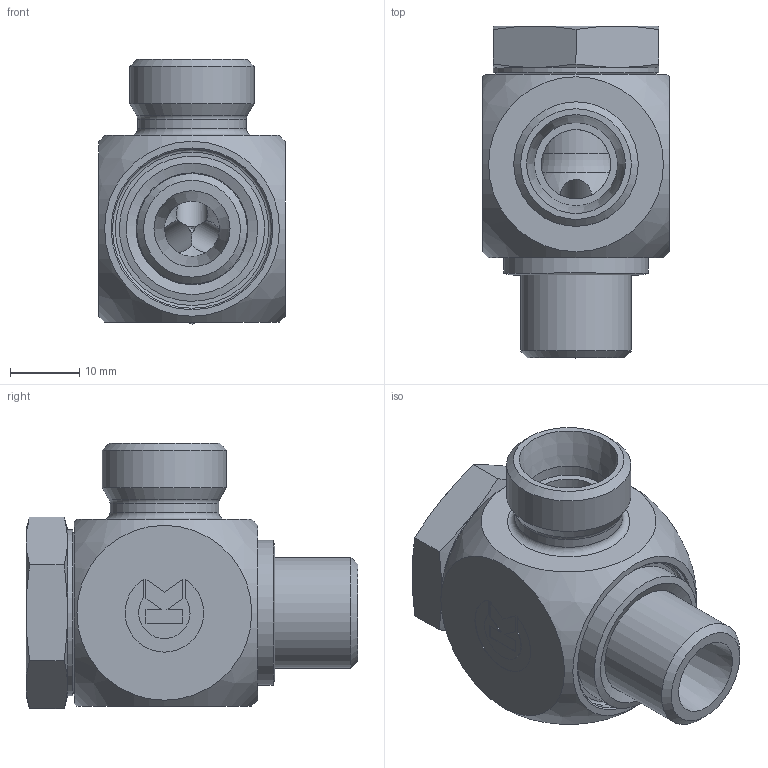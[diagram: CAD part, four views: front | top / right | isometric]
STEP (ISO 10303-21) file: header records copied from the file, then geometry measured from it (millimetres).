
FILE_DESCRIPTION((''),'2;1');
FILE_NAME('80741121618.stp','2014-09-06T17:36:40',(''),('KNOMI spol. s r. o.'),'Autodesk Inventor 2012','Autodesk Inventor 2012','');
FILE_SCHEMA(('AUTOMOTIVE_DESIGN { 1 2 10303 214 0 1 1 1 }'));
Length unit declared in the file: millimetre
Products named in the file (5): SPBM2 12LM M16x1.5/M18x1.5 "B"; 7471 2 1718; 7092 35 0916; 60714020; 807616
Assembly tree (4 placements, depth 2):
  SPBM2 12LM M16x1.5/M18x1.5 "B"
    7471 2 1718
    7092 35 0916
    60714020
    807616
Bounding box: 27 x 48 x 38.36 mm (x, y, z)
Volume: 22388.6 mm3; surface area: 11172.1 mm2
Topology: 4 solids, 4 shells, 135 faces, 322 edges, 202 vertices
Faces by surface type: plane 65, cone 34, cylinder 24, torus 11, sphere 1
Full cylindrical faces by diameter (mm): 4.5 x3, 8 x1, 10 x1, 12 x2, 15.7 x1, 16 x1, 16.2 x1, 17.96 x3, 18 x2, 21 x1, 23 x1, 24 x1
Entity records: 3990 total; most frequent: CARTESIAN_POINT 864, DIRECTION 593, ORIENTED_EDGE 514, EDGE_CURVE 257, AXIS2_PLACEMENT_3D 232, EDGE_LOOP 206, VERTEX_POINT 187, STYLED_ITEM 139
